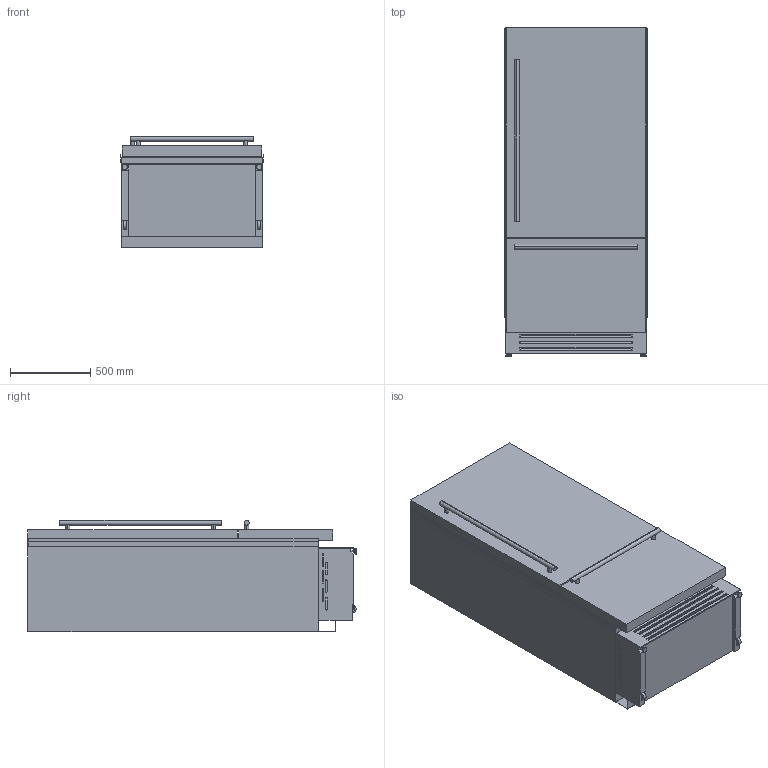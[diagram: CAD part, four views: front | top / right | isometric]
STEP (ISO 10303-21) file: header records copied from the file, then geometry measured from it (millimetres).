
FILE_DESCRIPTION (( 'STEP AP214' ), '1' );
FILE_NAME ('KS_899_0T_ST_6.STEP', '2021-04-19T07:56:14', ( '' ), ( '' ), 'SwSTEP 2.0', 'SolidWorks 2017', '' );
FILE_SCHEMA (( 'AUTOMOTIVE_DESIGN' ));
Length unit declared in the file: millimetre
Products named in the file (1): KS_899_0T_ST_6
Bounding box: 899 x 2050 x 694 mm (x, y, z)
Volume: 1087809592.5 mm3; surface area: 12081949.7 mm2
Topology: 6 solids, 6 shells, 347 faces, 891 edges, 584 vertices
Faces by surface type: plane 235, cylinder 96, torus 12, cone 4
Entity records: 12529 total; most frequent: CARTESIAN_POINT 2241, DIRECTION 1787, ORIENTED_EDGE 1782, EDGE_CURVE 891, LINE 667, VECTOR 667, VERTEX_POINT 584, AXIS2_PLACEMENT_3D 560
